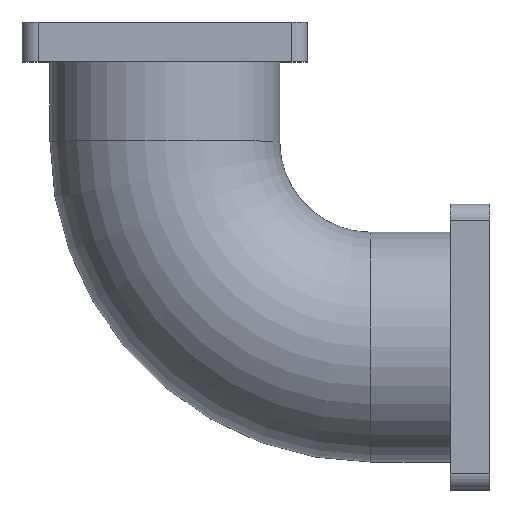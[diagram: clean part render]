
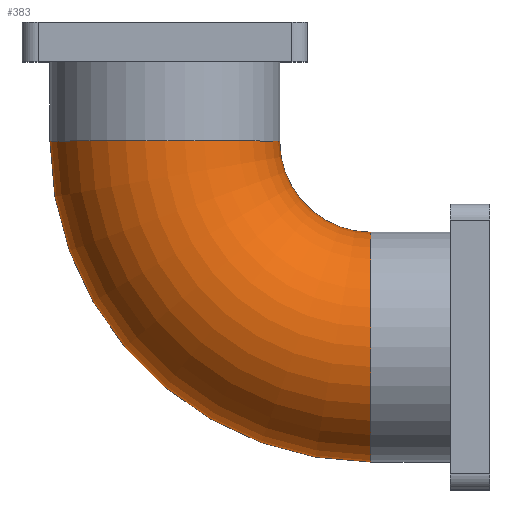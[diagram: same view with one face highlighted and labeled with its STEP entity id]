
A CAD part, top view. The second image highlights one B-rep face of the part: STEP entity #383.
In plain terms, the highlighted toroidal (fillet/blend) face has major radius 260 mm and minor radius 145 mm.
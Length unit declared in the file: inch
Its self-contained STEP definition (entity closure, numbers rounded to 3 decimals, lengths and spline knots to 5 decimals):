
#2 = EDGE_CURVE ( 'NONE', #1508, #1314, #1481, .T. ) ;
#11 = CARTESIAN_POINT ( 'NONE',  ( -5.90551, 5.70866, 0. ) ) ;
#44 = DIRECTION ( 'NONE',  ( 0., 0., -1. ) ) ;
#55 = ORIENTED_EDGE ( 'NONE', *, *, #1626, .F. ) ;
#57 = CIRCLE ( 'NONE', #660, 4.52756 ) ;
#104 = ORIENTED_EDGE ( 'NONE', *, *, #2023, .T. ) ;
#383 = ADVANCED_FACE ( 'NONE', ( #438 ), #563, .T. ) ;
#436 = DIRECTION ( 'NONE',  ( 1., 0., 0. ) ) ;
#438 = FACE_OUTER_BOUND ( 'NONE', #1546, .T. ) ;
#484 = CARTESIAN_POINT ( 'NONE',  ( -10.43307, 10.23622, 0. ) ) ;
#563 = TOROIDAL_SURFACE ( 'NONE', #1623, 10.23622, 5.70866 ) ;
#631 = CARTESIAN_POINT ( 'NONE',  ( -5.90551, -5.70866, 0. ) ) ;
#660 = AXIS2_PLACEMENT_3D ( 'NONE', #927, #44, #1527 ) ;
#782 = VERTEX_POINT ( 'NONE', #1436 ) ;
#827 = CARTESIAN_POINT ( 'NONE',  ( -5.90551, 10.23622, 0. ) ) ;
#831 = DIRECTION ( 'NONE',  ( 0., 0., -1. ) ) ;
#857 = EDGE_CURVE ( 'NONE', #1508, #1758, #57, .T. ) ;
#879 = DIRECTION ( 'NONE',  ( 0., 0., -1. ) ) ;
#927 = CARTESIAN_POINT ( 'NONE',  ( -5.90551, 10.23622, 0. ) ) ;
#1003 = DIRECTION ( 'NONE',  ( -1., 0., 0. ) ) ;
#1106 = ORIENTED_EDGE ( 'NONE', *, *, #857, .T. ) ;
#1123 = AXIS2_PLACEMENT_3D ( 'NONE', #2189, #831, #1003 ) ;
#1149 = DIRECTION ( 'NONE',  ( 0., 0., -1. ) ) ;
#1187 = DIRECTION ( 'NONE',  ( 0., 0., -1. ) ) ;
#1314 = VERTEX_POINT ( 'NONE', #631 ) ;
#1432 = DIRECTION ( 'NONE',  ( 0., -1., 0. ) ) ;
#1436 = CARTESIAN_POINT ( 'NONE',  ( -21.85039, 10.23622, 0. ) ) ;
#1481 = CIRCLE ( 'NONE', #2283, 5.70866 ) ;
#1508 = VERTEX_POINT ( 'NONE', #11 ) ;
#1527 = DIRECTION ( 'NONE',  ( -1., 0., 0. ) ) ;
#1546 = EDGE_LOOP ( 'NONE', ( #55, #2239, #1106, #104 ) ) ;
#1623 = AXIS2_PLACEMENT_3D ( 'NONE', #827, #1187, #2067 ) ;
#1626 = EDGE_CURVE ( 'NONE', #1314, #782, #1654, .T. ) ;
#1627 = CARTESIAN_POINT ( 'NONE',  ( -16.14173, 10.23622, 0. ) ) ;
#1654 = CIRCLE ( 'NONE', #1123, 15.94488 ) ;
#1692 = CARTESIAN_POINT ( 'NONE',  ( -5.90551, 0., 0. ) ) ;
#1758 = VERTEX_POINT ( 'NONE', #484 ) ;
#2023 = EDGE_CURVE ( 'NONE', #1758, #782, #2341, .T. ) ;
#2067 = DIRECTION ( 'NONE',  ( -1., 0., 0. ) ) ;
#2086 = AXIS2_PLACEMENT_3D ( 'NONE', #1627, #1432, #879 ) ;
#2189 = CARTESIAN_POINT ( 'NONE',  ( -5.90551, 10.23622, 0. ) ) ;
#2239 = ORIENTED_EDGE ( 'NONE', *, *, #2, .F. ) ;
#2283 = AXIS2_PLACEMENT_3D ( 'NONE', #1692, #436, #1149 ) ;
#2341 = CIRCLE ( 'NONE', #2086, 5.70866 ) ;
